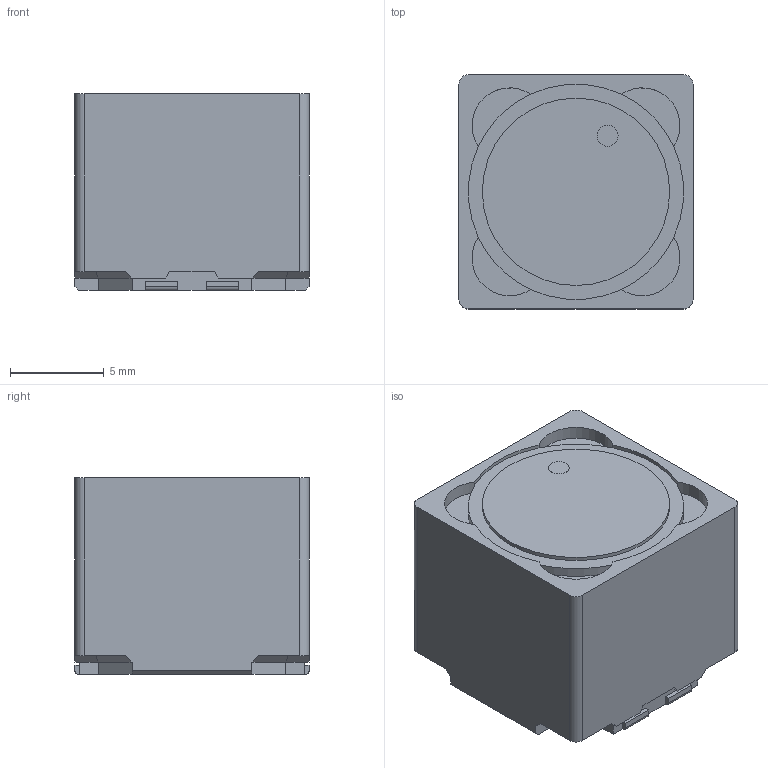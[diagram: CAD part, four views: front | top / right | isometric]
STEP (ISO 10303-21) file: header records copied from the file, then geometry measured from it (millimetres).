
FILE_DESCRIPTION(/* description */ (''),/* implementation_level */ '2;1');
FILE_NAME(/* name */ 'TDK - B82477C6xxxM603.step',/* time_stamp */ '2023-11-02T17:25:02Z',/* author */ (''),/* organization */ (''),/* preprocessor_version */ 'ST-DEVELOPER v20',/* originating_system */ 'Autodesk Translation Framework v12.14.0.127',/* authorisation */ '');
FILE_SCHEMA (('AUTOMOTIVE_DESIGN { 1 0 10303 214 3 1 1 }'));
Length unit declared in the file: millimetre
Products named in the file (1): TDK - B82477C6xxxM603
Bounding box: 12.5 x 12.5 x 10.51 mm (x, y, z)
Volume: 1591.4 mm3; surface area: 856.9 mm2
Topology: 1 solids, 1 shells, 101 faces, 268 edges, 172 vertices
Faces by surface type: plane 79, cylinder 22
Full cylindrical faces by diameter (mm): 1.122 x1, 10 x1
Entity records: 3188 total; most frequent: CARTESIAN_POINT 542, ORIENTED_EDGE 536, DIRECTION 516, EDGE_CURVE 268, LINE 224, VECTOR 224, VERTEX_POINT 172, AXIS2_PLACEMENT_3D 146
